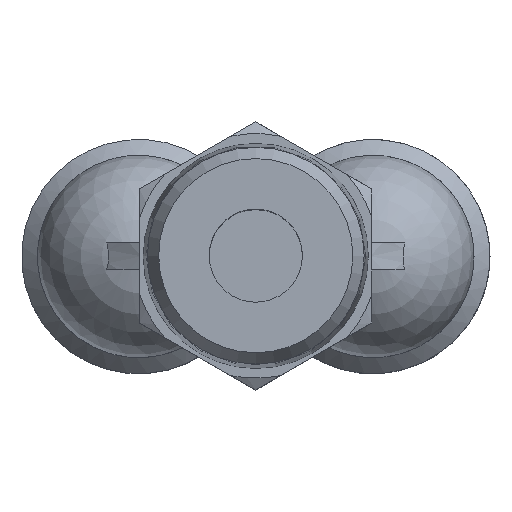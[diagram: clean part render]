
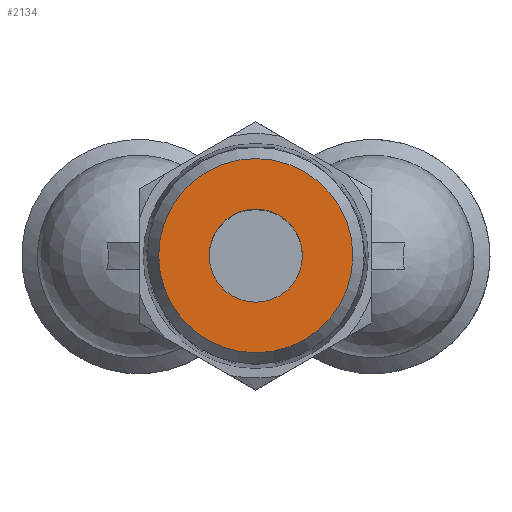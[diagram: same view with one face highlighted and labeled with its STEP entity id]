
A CAD part, top view. The second image highlights one B-rep face of the part: STEP entity #2134.
In plain terms, the highlighted planar face has unit normal (0, 0, 1).
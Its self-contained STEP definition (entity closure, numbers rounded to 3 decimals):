
#225=CIRCLE('',#2300,3.5);
#226=CIRCLE('',#2301,7.296);
#564=ORIENTED_EDGE('',*,*,#837,.F.);
#565=ORIENTED_EDGE('',*,*,#838,.T.);
#837=EDGE_CURVE('',#995,#995,#225,.T.);
#838=EDGE_CURVE('',#996,#996,#226,.T.);
#995=VERTEX_POINT('',#3376);
#996=VERTEX_POINT('',#3378);
#1179=EDGE_LOOP('',(#564));
#1180=EDGE_LOOP('',(#565));
#1313=FACE_BOUND('',#1179,.T.);
#1314=FACE_BOUND('',#1180,.T.);
#1384=PLANE('',#2299);
#2134=ADVANCED_FACE('',(#1313,#1314),#1384,.F.);
#2299=AXIS2_PLACEMENT_3D('',#3374,#2654,#2655);
#2300=AXIS2_PLACEMENT_3D('',#3375,#2656,#2657);
#2301=AXIS2_PLACEMENT_3D('',#3377,#2658,#2659);
#2654=DIRECTION('',(0.,0.,-1.));
#2655=DIRECTION('',(-1.,0.,0.));
#2656=DIRECTION('',(0.,0.,1.));
#2657=DIRECTION('',(1.,0.,0.));
#2658=DIRECTION('',(0.,0.,1.));
#2659=DIRECTION('',(1.,0.,0.));
#3374=CARTESIAN_POINT('',(7.296,0.,55.6));
#3375=CARTESIAN_POINT('',(0.,0.,55.6));
#3376=CARTESIAN_POINT('',(3.5,0.,55.6));
#3377=CARTESIAN_POINT('',(0.,0.,55.6));
#3378=CARTESIAN_POINT('',(7.296,0.,55.6));
